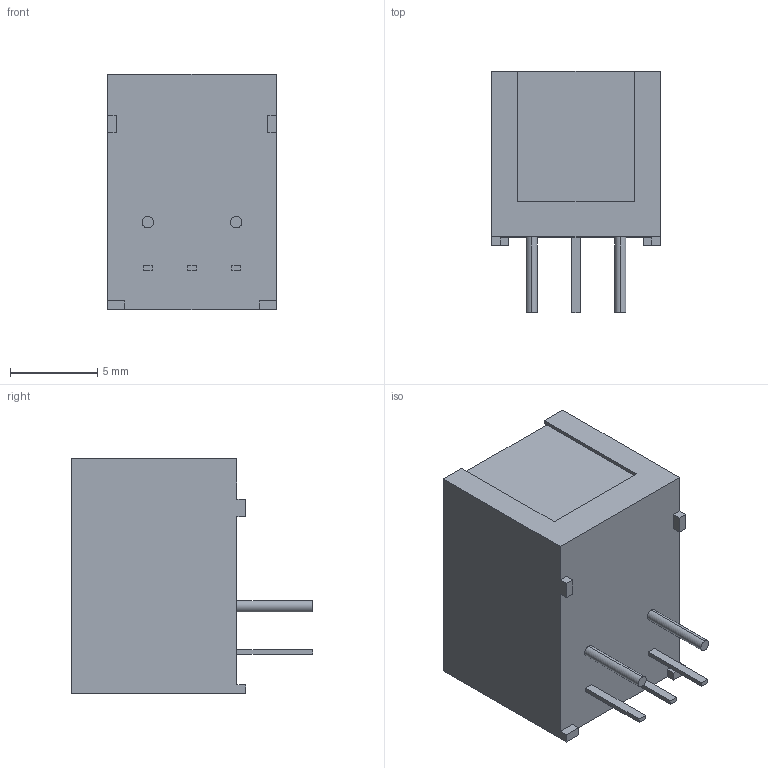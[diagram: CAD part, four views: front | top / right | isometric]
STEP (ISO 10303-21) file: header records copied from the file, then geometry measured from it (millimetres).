
FILE_DESCRIPTION (( 'STEP AP214' ), '1' );
FILE_NAME ('Everlight_PLR237T10BK.STEP', '2024-11-29T09:59:58', ( '' ), ( '' ), 'SwSTEP 2.0', 'SolidWorks 2021', '' );
FILE_SCHEMA (( 'AUTOMOTIVE_DESIGN' ));
Length unit declared in the file: millimetre
Products named in the file (1): Everlight_PLR237T10BK
Bounding box: 9.7 x 13.85 x 13.5 mm (x, y, z)
Volume: 1219.1 mm3; surface area: 794.7 mm2
Topology: 1 solids, 1 shells, 79 faces, 192 edges, 128 vertices
Faces by surface type: plane 65, cylinder 14
Entity records: 2559 total; most frequent: CARTESIAN_POINT 400, ORIENTED_EDGE 384, DIRECTION 380, EDGE_CURVE 192, LINE 164, VECTOR 164, VERTEX_POINT 128, AXIS2_PLACEMENT_3D 108
